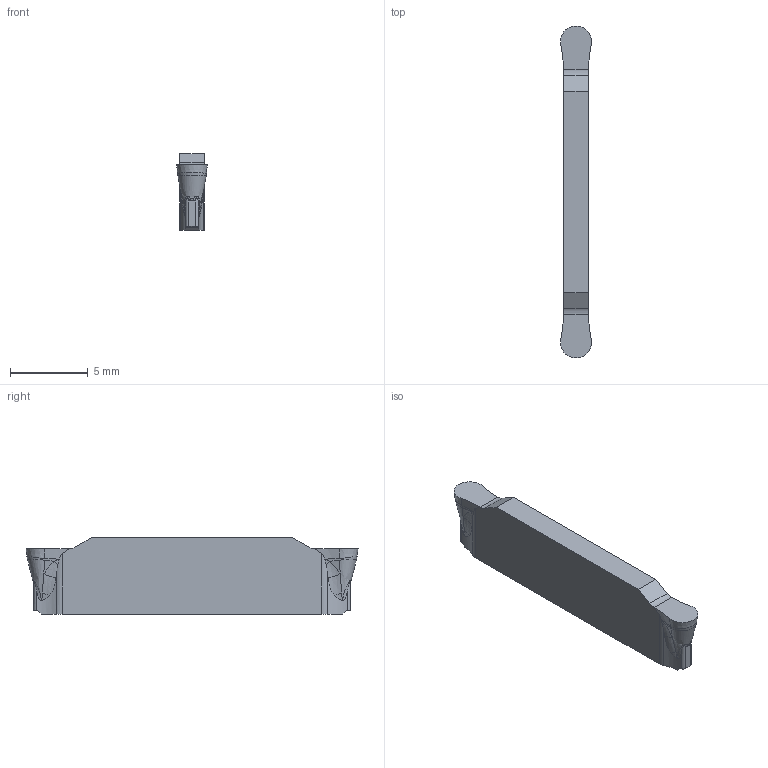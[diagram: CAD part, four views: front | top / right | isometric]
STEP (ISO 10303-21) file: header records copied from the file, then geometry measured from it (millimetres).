
FILE_DESCRIPTION((''),'2;1');
FILE_NAME('GY2M0200D100N-B','2021-02-26T10:54:47',('tlyac05'),('PTC Japan'),'CREO PARAMETRIC BY PTC INC, 2018500','CREO PARAMETRIC BY PTC INC, 2018500','');
FILE_SCHEMA(('AUTOMOTIVE_DESIGN { 1 0 10303 214 1 1 1 1 }'));
Length unit declared in the file: millimetre
Products named in the file (1): GY2M0200D100N-B
Bounding box: 2 x 21.4 x 4.93 mm (x, y, z)
Volume: 151.4 mm3; surface area: 268.6 mm2
Topology: 1 solids, 1 shells, 74 faces, 223 edges, 151 vertices
Faces by surface type: bspline 38, cylinder 20, plane 14, cone 2
Entity records: 7878 total; most frequent: CARTESIAN_POINT 4638, ORIENTED_EDGE 400, PRESENTATION_STYLE_ASSIGNMENT 300, STYLED_ITEM 226, CURVE_STYLE 225, DIRECTION 201, EDGE_CURVE 200, FILL_AREA_STYLE_COLOUR 149
